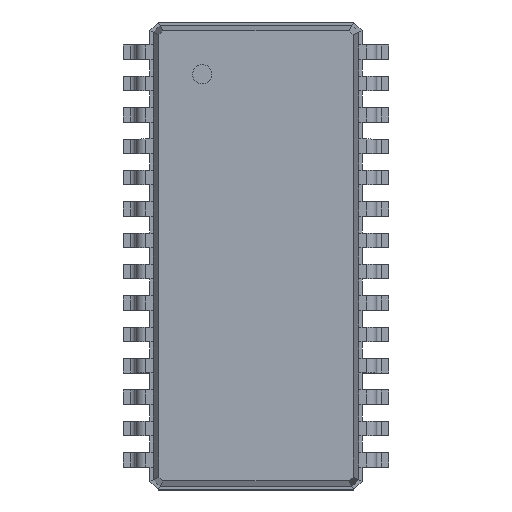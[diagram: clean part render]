
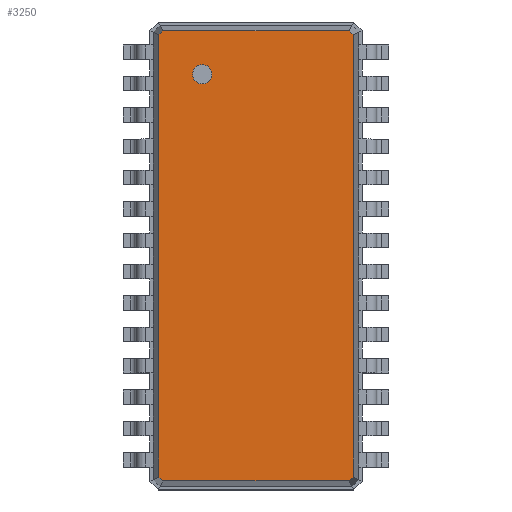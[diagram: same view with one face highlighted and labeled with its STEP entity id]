
A CAD part, top view. The second image highlights one B-rep face of the part: STEP entity #3250.
In plain terms, the highlighted planar face has unit normal (0, 0, 1).
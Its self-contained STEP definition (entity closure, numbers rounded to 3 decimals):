
#13=DIRECTION('',(0.,0.,1.));
#27=VECTOR('',#28,1.);
#28=DIRECTION('',(0.,-1.,0.));
#36=DIRECTION('',(0.,1.,0.));
#58=VECTOR('',#59,1.);
#59=DIRECTION('',(1.,0.,0.));
#130=VECTOR('',#131,1.);
#131=DIRECTION('',(-1.,0.,0.));
#469=VECTOR('',#470,1.);
#470=DIRECTION('',(0.707,-0.707,0.));
#476=VECTOR('',#477,1.);
#477=DIRECTION('',(-0.707,-0.707,0.));
#488=VECTOR('',#489,1.);
#489=DIRECTION('',(-0.707,0.707,0.));
#495=VECTOR('',#36,1.);
#499=VECTOR('',#500,1.);
#500=DIRECTION('',(0.707,0.707,0.));
#1178=VERTEX_POINT('',#1179);
#1179=CARTESIAN_POINT('',(2.014,-4.582,1.6));
#1181=ORIENTED_EDGE('',*,*,#1182,.F.);
#1182=EDGE_CURVE('',#1183,#1178,#1185,.T.);
#1183=VERTEX_POINT('',#1184);
#1184=CARTESIAN_POINT('',(2.014,4.582,1.6));
#1185=LINE('',#1184,#27);
#3241=ORIENTED_EDGE('',*,*,#3242,.F.);
#3242=EDGE_CURVE('',#3243,#1183,#3245,.T.);
#3243=VERTEX_POINT('',#3244);
#3244=CARTESIAN_POINT('',(1.932,4.664,1.6));
#3245=LINE('',#3244,#469);
#3250=ADVANCED_FACE('',(#3251,#3281),#3290,.T.);
#3251=FACE_BOUND('',#3252,.T.);
#3252=EDGE_LOOP('',(#3253,#3258,#3263,#3268,#3273,#3278,#1181,#3241));
#3253=ORIENTED_EDGE('',*,*,#3254,.F.);
#3254=EDGE_CURVE('',#3255,#3243,#3257,.T.);
#3255=VERTEX_POINT('',#3256);
#3256=CARTESIAN_POINT('',(-1.932,4.664,1.6));
#3257=LINE('',#3256,#58);
#3258=ORIENTED_EDGE('',*,*,#3259,.F.);
#3259=EDGE_CURVE('',#3260,#3255,#3262,.T.);
#3260=VERTEX_POINT('',#3261);
#3261=CARTESIAN_POINT('',(-2.014,4.582,1.6));
#3262=LINE('',#3261,#499);
#3263=ORIENTED_EDGE('',*,*,#3264,.F.);
#3264=EDGE_CURVE('',#3265,#3260,#3267,.T.);
#3265=VERTEX_POINT('',#3266);
#3266=CARTESIAN_POINT('',(-2.014,-4.582,1.6));
#3267=LINE('',#3266,#495);
#3268=ORIENTED_EDGE('',*,*,#3269,.F.);
#3269=EDGE_CURVE('',#3270,#3265,#3272,.T.);
#3270=VERTEX_POINT('',#3271);
#3271=CARTESIAN_POINT('',(-1.932,-4.664,1.6));
#3272=LINE('',#3271,#488);
#3273=ORIENTED_EDGE('',*,*,#3274,.F.);
#3274=EDGE_CURVE('',#3275,#3270,#3277,.T.);
#3275=VERTEX_POINT('',#3276);
#3276=CARTESIAN_POINT('',(1.932,-4.664,1.6));
#3277=LINE('',#3276,#130);
#3278=ORIENTED_EDGE('',*,*,#3279,.F.);
#3279=EDGE_CURVE('',#1178,#3275,#3280,.T.);
#3280=LINE('',#1179,#476);
#3281=FACE_BOUND('',#3282,.T.);
#3282=EDGE_LOOP('',(#3283));
#3283=ORIENTED_EDGE('',*,*,#3284,.F.);
#3284=EDGE_CURVE('',#3285,#3285,#3287,.T.);
#3285=VERTEX_POINT('',#3286);
#3286=CARTESIAN_POINT('',(-1.114,3.564,1.6));
#3287=CIRCLE('',#3288,0.2);
#3288=AXIS2_PLACEMENT_3D('',#3289,#13,#28);
#3289=CARTESIAN_POINT('',(-1.114,3.764,1.6));
#3290=PLANE('',#3291);
#3291=AXIS2_PLACEMENT_3D('',#3256,#13,#3292);
#3292=DIRECTION('',(0.383,-0.924,0.));
